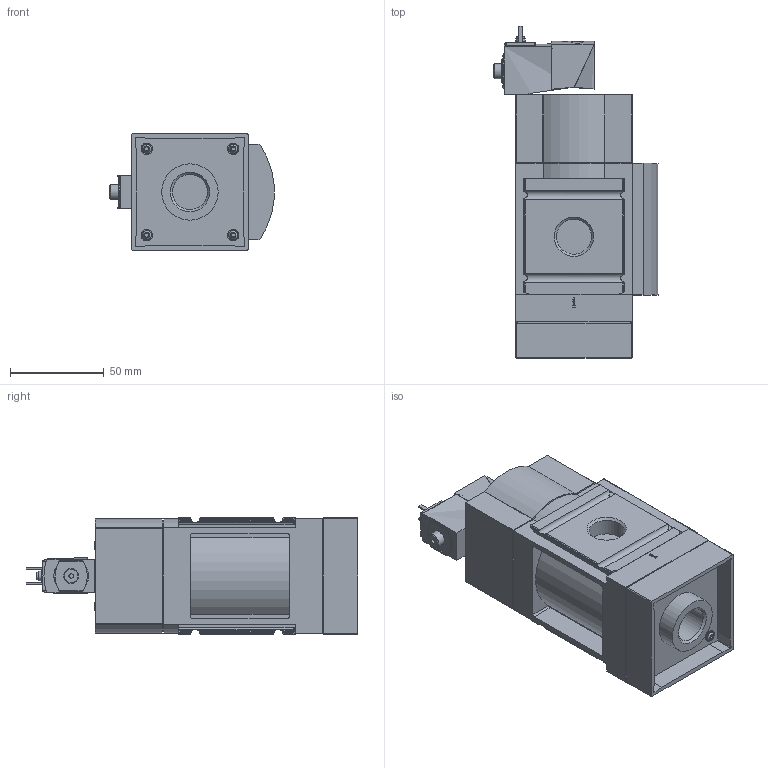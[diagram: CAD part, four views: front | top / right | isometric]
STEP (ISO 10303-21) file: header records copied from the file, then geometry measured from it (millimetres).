
FILE_DESCRIPTION(/* description */ ('STEP AP214'),/* implementation_level */ '2;1');
FILE_NAME(/* name */ '8080855_MS6-EDE-1_2-V24-B',/* time_stamp */ '2024-09-10T14:49:42+02:00',/* author */ ('License CC BY-ND 4.0'),/* organization */ ('CADENAS'),/* preprocessor_version */ 'ST-DEVELOPER v19.3',/* originating_system */ 'PARTsolutions',/* authorisation */ ' ');
FILE_SCHEMA (('AUTOMOTIVE_DESIGN {1 0 10303 214 3 1 1}'));
Length unit declared in the file: millimetre
Products named in the file (1): 8080855 MS6-EDE-1/2-V24-B---(high)
Bounding box: 87.49 x 176.75 x 62 mm (x, y, z)
Surface area: 263001 mm2 (no closed solid volume)
Topology: 0 solids, 1 shells, 563 faces, 1505 edges, 998 vertices
Faces by surface type: cylinder 288, plane 250, torus 18, cone 5, sphere 2
Full cylindrical faces by diameter (mm): 2.013 x1, 2.4 x1, 2.8 x1, 3.8 x1, 4.3 x1, 5 x1, 5.3 x2, 6 x8, 6.5 x2, 8 x5, 18.631 x3, 30 x1
Entity records: 21444 total; most frequent: CARTESIAN_POINT 3345, DIRECTION 3059, ORIENTED_EDGE 2864, EDGE_CURVE 1432, AXIS2_PLACEMENT_3D 1173, VERTEX_POINT 977, LINE 713, VECTOR 713
